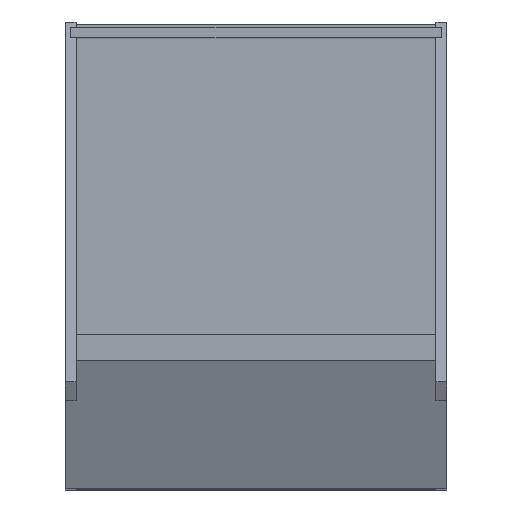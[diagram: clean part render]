
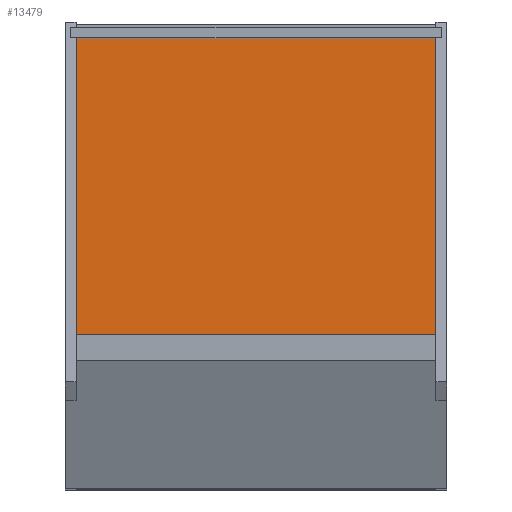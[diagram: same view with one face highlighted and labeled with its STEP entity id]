
A CAD part, top view. The second image highlights one B-rep face of the part: STEP entity #13479.
In plain terms, the highlighted planar face has unit normal (0, 0, 1).
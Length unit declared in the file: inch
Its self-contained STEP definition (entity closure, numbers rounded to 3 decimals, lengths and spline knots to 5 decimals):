
#1419=FACE_OUTER_BOUND('',#2245,.T.);
#2245=EDGE_LOOP('',(#9135,#9136,#9137,#9138));
#3200=LINE('',#20336,#4465);
#3204=LINE('',#20343,#4469);
#3205=LINE('',#20346,#4470);
#3206=LINE('',#20347,#4471);
#4465=VECTOR('',#16046,0.3937);
#4469=VECTOR('',#16052,0.3937);
#4470=VECTOR('',#16055,0.3937);
#4471=VECTOR('',#16056,0.3937);
#5702=VERTEX_POINT('',#20333);
#5703=VERTEX_POINT('',#20335);
#5705=VERTEX_POINT('',#20341);
#5706=VERTEX_POINT('',#20345);
#7009=EDGE_CURVE('',#5702,#5703,#3200,.T.);
#7013=EDGE_CURVE('',#5705,#5702,#3204,.T.);
#7014=EDGE_CURVE('',#5706,#5705,#3205,.T.);
#7015=EDGE_CURVE('',#5706,#5703,#3206,.T.);
#9135=ORIENTED_EDGE('',*,*,#7013,.F.);
#9136=ORIENTED_EDGE('',*,*,#7014,.F.);
#9137=ORIENTED_EDGE('',*,*,#7015,.T.);
#9138=ORIENTED_EDGE('',*,*,#7009,.F.);
#13070=PLANE('',#14422);
#13479=ADVANCED_FACE('',(#1419),#13070,.T.);
#14422=AXIS2_PLACEMENT_3D('',#20344,#16053,#16054);
#16046=DIRECTION('',(0.,-1.,0.));
#16052=DIRECTION('',(1.,0.,0.));
#16053=DIRECTION('center_axis',(0.,0.,1.));
#16054=DIRECTION('ref_axis',(0.,1.,0.));
#16055=DIRECTION('',(0.,1.,0.));
#16056=DIRECTION('',(1.,0.,0.));
#20333=CARTESIAN_POINT('',(17.75303,19.19502,39.38095));
#20335=CARTESIAN_POINT('',(17.75303,5.19548,39.38095));
#20336=CARTESIAN_POINT('',(17.75303,5.19548,39.38095));
#20341=CARTESIAN_POINT('',(0.25303,19.19502,39.38095));
#20343=CARTESIAN_POINT('',(0.50303,19.19502,39.38095));
#20344=CARTESIAN_POINT('Origin',(0.50303,5.19548,39.38095));
#20345=CARTESIAN_POINT('',(0.25303,5.19548,39.38095));
#20346=CARTESIAN_POINT('',(0.25303,5.19548,39.38095));
#20347=CARTESIAN_POINT('',(0.50303,5.19548,39.38095));
